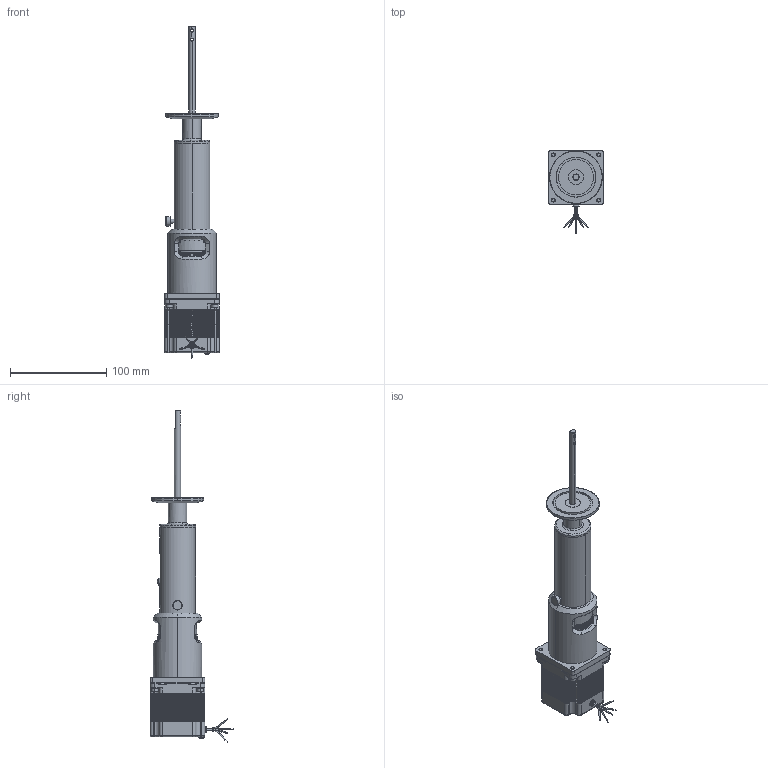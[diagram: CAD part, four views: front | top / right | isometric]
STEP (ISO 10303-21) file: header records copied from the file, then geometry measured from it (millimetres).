
FILE_DESCRIPTION (( 'STEP AP203' ), '1' );
FILE_NAME ('102270-12.stp', '2019-04-09T15:59:56', ( '' ), ( '' ), 'SwSTEP 2.0', 'SolidWorks 2012', '' );
FILE_SCHEMA (( 'CONFIG_CONTROL_DESIGN' ));
Products named in the file (1): 102270-12
Bounding box: 56.9 x 87.06 x 345.81 mm (x, y, z)
Volume: 427454.8 mm3; surface area: 55598.5 mm2
Topology: 1 solids, 6 shells, 3700 faces, 8431 edges, 4814 vertices
Faces by surface type: plane 1763, cone 895, cylinder 843, bspline 199
Entity records: 128061 total; most frequent: CARTESIAN_POINT 46948, ORIENTED_EDGE 16834, DIRECTION 16741, EDGE_CURVE 8417, AXIS2_PLACEMENT_3D 5795, LINE 5151, VECTOR 5151, VERTEX_POINT 4808
